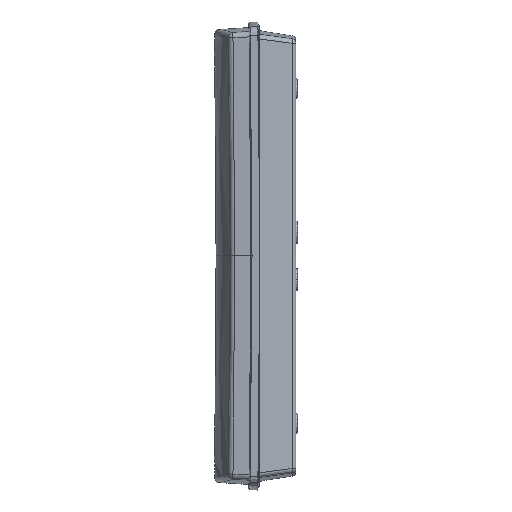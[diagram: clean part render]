
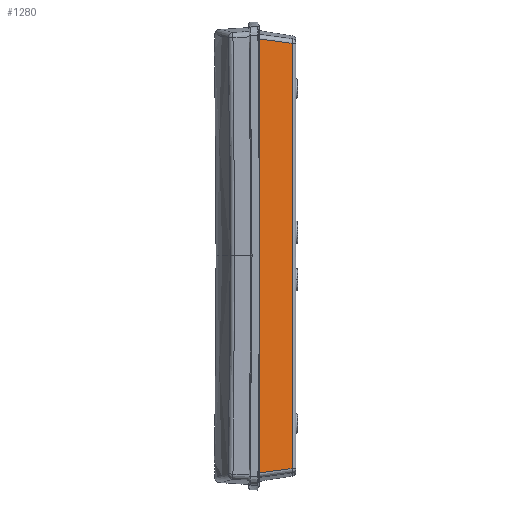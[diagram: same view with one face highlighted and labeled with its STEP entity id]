
A CAD part, top view. The second image highlights one B-rep face of the part: STEP entity #1280.
In plain terms, the highlighted face is planar.
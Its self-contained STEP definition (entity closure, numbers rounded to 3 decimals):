
#1207 = B_SPLINE_CURVE_WITH_KNOTS ( 'NONE', 3,
 ( #15130, #4422, #14335, #22017 ),
 .UNSPECIFIED., .F., .F.,
 ( 4, 4 ),
 ( 0., 1. ),
 .UNSPECIFIED. ) ;
#1280 = ADVANCED_FACE ( 'NONE', ( #15838 ), #27792, .T. ) ;
#1721 = VERTEX_POINT ( 'NONE', #10201 ) ;
#1904 = CARTESIAN_POINT ( 'NONE',  ( -51.141, -0.415, -29.075 ) ) ;
#1968 = CARTESIAN_POINT ( 'NONE',  ( -51.142, 0.488, -29.083 ) ) ;
#2317 = ORIENTED_EDGE ( 'NONE', *, *, #4626, .T. ) ;
#2356 = VERTEX_POINT ( 'NONE', #19951 ) ;
#2861 = DIRECTION ( 'NONE',  ( 0.147, 0.131, 0.98 ) ) ;
#2877 = CARTESIAN_POINT ( 'NONE',  ( -51.144, 0.005, -29.097 ) ) ;
#2970 = CARTESIAN_POINT ( 'NONE',  ( -47.4, -161.238, -4.18 ) ) ;
#3139 = CARTESIAN_POINT ( 'NONE',  ( -51.141, -0.313, -29.075 ) ) ;
#3620 = CARTESIAN_POINT ( 'NONE',  ( -51.148, 0., -29.122 ) ) ;
#4422 = CARTESIAN_POINT ( 'NONE',  ( -51.141, -0.101, -29.075 ) ) ;
#4626 = EDGE_CURVE ( 'NONE', #7261, #26721, #19391, .T. ) ;
#4899 = DIRECTION ( 'NONE',  ( 0., -1., 0. ) ) ;
#5903 = ORIENTED_EDGE ( 'NONE', *, *, #17432, .T. ) ;
#6615 = CARTESIAN_POINT ( 'NONE',  ( -47.4, 161.238, -4.18 ) ) ;
#6636 = CARTESIAN_POINT ( 'NONE',  ( -51.143, -0.411, -29.087 ) ) ;
#6824 = VERTEX_POINT ( 'NONE', #31905 ) ;
#7261 = VERTEX_POINT ( 'NONE', #6615 ) ;
#7317 = CARTESIAN_POINT ( 'NONE',  ( -51.141, -0.516, -29.075 ) ) ;
#7328 = AXIS2_PLACEMENT_3D ( 'NONE', #3620, #23498, #21532 ) ;
#7701 = ORIENTED_EDGE ( 'NONE', *, *, #19371, .T. ) ;
#8441 = CARTESIAN_POINT ( 'NONE',  ( -51.141, 0.315, -29.075 ) ) ;
#8862 = B_SPLINE_CURVE_WITH_KNOTS ( 'NONE', 3,
 ( #17000, #26818, #27154, #29597 ),
 .UNSPECIFIED., .F., .F.,
 ( 4, 4 ),
 ( 0., 1. ),
 .UNSPECIFIED. ) ;
#9506 = CARTESIAN_POINT ( 'NONE',  ( -51.143, 0.263, -29.087 ) ) ;
#9887 = CARTESIAN_POINT ( 'NONE',  ( -51.143, 0.086, -29.091 ) ) ;
#9936 = EDGE_CURVE ( 'NONE', #12625, #20738, #13549, .T. ) ;
#10201 = CARTESIAN_POINT ( 'NONE',  ( -51.141, 0.315, -29.075 ) ) ;
#10340 = EDGE_CURVE ( 'NONE', #6824, #27705, #15537, .T. ) ;
#11246 = CARTESIAN_POINT ( 'NONE',  ( -47.4, 161.238, -4.18 ) ) ;
#12327 = B_SPLINE_CURVE_WITH_KNOTS ( 'NONE', 3,
 ( #26387, #6636, #29000, #21476 ),
 .UNSPECIFIED., .F., .F.,
 ( 4, 4 ),
 ( 0.971, 1. ),
 .UNSPECIFIED. ) ;
#12389 = B_SPLINE_CURVE_WITH_KNOTS ( 'NONE', 3,
 ( #13957, #27035, #19349, #31955 ),
 .UNSPECIFIED., .F., .F.,
 ( 4, 4 ),
 ( 0., 1. ),
 .UNSPECIFIED. ) ;
#12494 = VERTEX_POINT ( 'NONE', #2970 ) ;
#12625 = VERTEX_POINT ( 'NONE', #3139 ) ;
#12732 = CARTESIAN_POINT ( 'NONE',  ( -51.144, 0.005, -29.097 ) ) ;
#12974 = EDGE_CURVE ( 'NONE', #1721, #2356, #12389, .T. ) ;
#13312 = ORIENTED_EDGE ( 'NONE', *, *, #22624, .T. ) ;
#13549 = B_SPLINE_CURVE_WITH_KNOTS ( 'NONE', 3,
 ( #29204, #1904, #7317, #26901 ),
 .UNSPECIFIED., .F., .F.,
 ( 4, 4 ),
 ( 0., 1. ),
 .UNSPECIFIED. ) ;
#13957 = CARTESIAN_POINT ( 'NONE',  ( -51.141, 0.315, -29.075 ) ) ;
#14220 = CARTESIAN_POINT ( 'NONE',  ( -51.141, 0.433, -29.075 ) ) ;
#14330 = EDGE_CURVE ( 'NONE', #7261, #12494, #19702, .T. ) ;
#14335 = CARTESIAN_POINT ( 'NONE',  ( -51.141, -0.207, -29.075 ) ) ;
#15023 = CARTESIAN_POINT ( 'NONE',  ( -51.145, -109.703, -29.099 ) ) ;
#15130 = CARTESIAN_POINT ( 'NONE',  ( -51.141, 0.005, -29.077 ) ) ;
#15537 = B_SPLINE_CURVE_WITH_KNOTS ( 'NONE', 3,
 ( #2877, #32276, #9887, #9506, #21898, #21732, #1968, #24156, #26968 ),
 .UNSPECIFIED., .F., .F.,
 ( 4, 2, 2, 1, 4 ),
 ( 0., 0.026, 0.033, 0.039, 0.052 ),
 .UNSPECIFIED. ) ;
#15838 = FACE_OUTER_BOUND ( 'NONE', #31048, .T. ) ;
#17000 = CARTESIAN_POINT ( 'NONE',  ( -51.145, 164.556, -29.1 ) ) ;
#17304 = CARTESIAN_POINT ( 'NONE',  ( -51.145, -54.849, -29.098 ) ) ;
#17432 = EDGE_CURVE ( 'NONE', #20738, #6824, #12327, .T. ) ;
#17891 = EDGE_CURVE ( 'NONE', #6824, #27006, #28724, .T. ) ;
#19318 = VECTOR ( 'NONE', #4899, 1000. ) ;
#19349 = CARTESIAN_POINT ( 'NONE',  ( -51.141, 0.108, -29.075 ) ) ;
#19371 = EDGE_CURVE ( 'NONE', #26721, #6824, #8862, .T. ) ;
#19391 = LINE ( 'NONE', #11246, #27134 ) ;
#19702 = LINE ( 'NONE', #29862, #19318 ) ;
#19951 = CARTESIAN_POINT ( 'NONE',  ( -51.141, 0.005, -29.077 ) ) ;
#20738 = VERTEX_POINT ( 'NONE', #24479 ) ;
#20995 = CARTESIAN_POINT ( 'NONE',  ( -51.141, 0.674, -29.075 ) ) ;
#21476 = CARTESIAN_POINT ( 'NONE',  ( -51.144, 0.005, -29.097 ) ) ;
#21532 = DIRECTION ( 'NONE',  ( 0.149, 0., 0.989 ) ) ;
#21732 = CARTESIAN_POINT ( 'NONE',  ( -51.143, 0.379, -29.085 ) ) ;
#21898 = CARTESIAN_POINT ( 'NONE',  ( -51.143, 0.306, -29.087 ) ) ;
#22017 = CARTESIAN_POINT ( 'NONE',  ( -51.141, -0.313, -29.075 ) ) ;
#22481 = ORIENTED_EDGE ( 'NONE', *, *, #10340, .T. ) ;
#22624 = EDGE_CURVE ( 'NONE', #27705, #1721, #27024, .T. ) ;
#23498 = DIRECTION ( 'NONE',  ( -0.989, 0., 0.149 ) ) ;
#24156 = CARTESIAN_POINT ( 'NONE',  ( -51.142, 0.599, -29.079 ) ) ;
#24479 = CARTESIAN_POINT ( 'NONE',  ( -51.141, -0.618, -29.075 ) ) ;
#25040 = EDGE_CURVE ( 'NONE', #2356, #12625, #1207, .T. ) ;
#25215 = CARTESIAN_POINT ( 'NONE',  ( -51.145, -164.556, -29.1 ) ) ;
#25237 = CARTESIAN_POINT ( 'NONE',  ( -51.145, -164.556, -29.1 ) ) ;
#25322 = CARTESIAN_POINT ( 'NONE',  ( -51.145, -164.556, -29.1 ) ) ;
#25407 = ORIENTED_EDGE ( 'NONE', *, *, #12974, .T. ) ;
#25619 = ORIENTED_EDGE ( 'NONE', *, *, #29272, .T. ) ;
#25695 = ORIENTED_EDGE ( 'NONE', *, *, #17891, .T. ) ;
#26387 = CARTESIAN_POINT ( 'NONE',  ( -51.141, -0.618, -29.075 ) ) ;
#26721 = VERTEX_POINT ( 'NONE', #29688 ) ;
#26818 = CARTESIAN_POINT ( 'NONE',  ( -51.145, 109.706, -29.099 ) ) ;
#26901 = CARTESIAN_POINT ( 'NONE',  ( -51.141, -0.618, -29.075 ) ) ;
#26968 = CARTESIAN_POINT ( 'NONE',  ( -51.141, 0.674, -29.075 ) ) ;
#27006 = VERTEX_POINT ( 'NONE', #25237 ) ;
#27024 = B_SPLINE_CURVE_WITH_KNOTS ( 'NONE', 3,
 ( #20995, #29113, #14220, #8441 ),
 .UNSPECIFIED., .F., .F.,
 ( 4, 4 ),
 ( 0., 1. ),
 .UNSPECIFIED. ) ;
#27035 = CARTESIAN_POINT ( 'NONE',  ( -51.141, 0.212, -29.075 ) ) ;
#27134 = VECTOR ( 'NONE', #31674, 1000. ) ;
#27154 = CARTESIAN_POINT ( 'NONE',  ( -51.145, 54.856, -29.098 ) ) ;
#27337 = LINE ( 'NONE', #25215, #30433 ) ;
#27705 = VERTEX_POINT ( 'NONE', #31376 ) ;
#27791 = ORIENTED_EDGE ( 'NONE', *, *, #9936, .T. ) ;
#27792 = PLANE ( 'NONE',  #7328 ) ;
#28724 = B_SPLINE_CURVE_WITH_KNOTS ( 'NONE', 3,
 ( #12732, #17304, #15023, #25322 ),
 .UNSPECIFIED., .F., .F.,
 ( 4, 4 ),
 ( 0., 1. ),
 .UNSPECIFIED. ) ;
#29000 = CARTESIAN_POINT ( 'NONE',  ( -51.144, -0.203, -29.094 ) ) ;
#29113 = CARTESIAN_POINT ( 'NONE',  ( -51.141, 0.551, -29.075 ) ) ;
#29204 = CARTESIAN_POINT ( 'NONE',  ( -51.141, -0.313, -29.075 ) ) ;
#29272 = EDGE_CURVE ( 'NONE', #27006, #12494, #27337, .T. ) ;
#29506 = ORIENTED_EDGE ( 'NONE', *, *, #14330, .F. ) ;
#29597 = CARTESIAN_POINT ( 'NONE',  ( -51.144, 0.005, -29.097 ) ) ;
#29688 = CARTESIAN_POINT ( 'NONE',  ( -51.145, 164.556, -29.1 ) ) ;
#29862 = CARTESIAN_POINT ( 'NONE',  ( -47.4, 0., -4.18 ) ) ;
#30433 = VECTOR ( 'NONE', #2861, 1000. ) ;
#30611 = ORIENTED_EDGE ( 'NONE', *, *, #25040, .T. ) ;
#31048 = EDGE_LOOP ( 'NONE', ( #30611, #27791, #5903, #25695, #25619, #29506, #2317, #7701, #22481, #13312, #25407 ) ) ;
#31376 = CARTESIAN_POINT ( 'NONE',  ( -51.141, 0.674, -29.075 ) ) ;
#31674 = DIRECTION ( 'NONE',  ( -0.147, 0.131, -0.98 ) ) ;
#31905 = CARTESIAN_POINT ( 'NONE',  ( -51.144, 0.005, -29.097 ) ) ;
#31955 = CARTESIAN_POINT ( 'NONE',  ( -51.141, 0.005, -29.077 ) ) ;
#32276 = CARTESIAN_POINT ( 'NONE',  ( -51.144, 0.012, -29.094 ) ) ;
